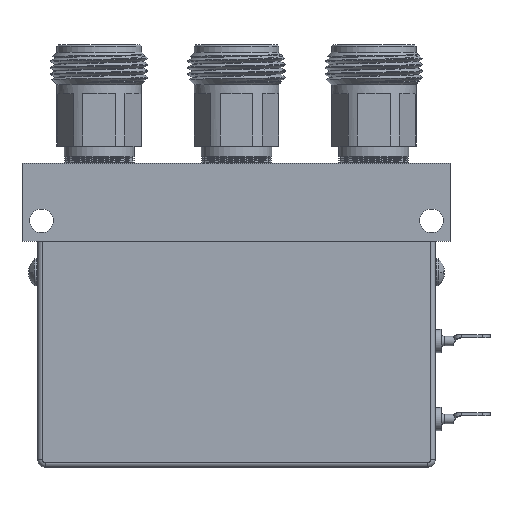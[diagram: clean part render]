
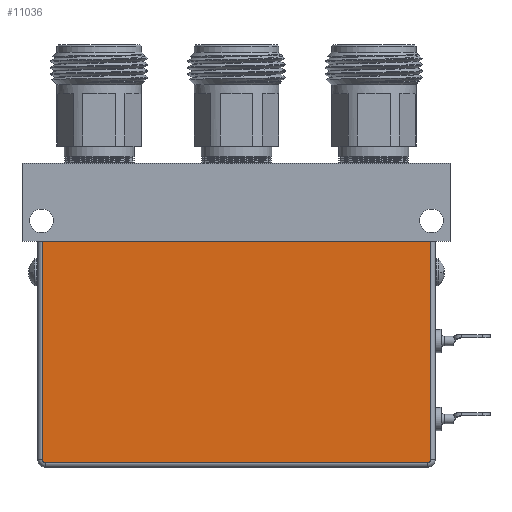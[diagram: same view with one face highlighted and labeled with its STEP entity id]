
A CAD part, front view. The second image highlights one B-rep face of the part: STEP entity #11036.
In plain terms, the highlighted planar face has unit normal (0, -1, 0).
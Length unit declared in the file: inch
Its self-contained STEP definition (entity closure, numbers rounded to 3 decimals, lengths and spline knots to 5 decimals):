
#1015 = AXIS2_PLACEMENT_3D ( 'NONE', #58842, #54665, #4092 ) ;
#2155 = VERTEX_POINT ( 'NONE', #16349 ) ;
#4092 = DIRECTION ( 'NONE',  ( 0., 0., -1. ) ) ;
#5082 = CARTESIAN_POINT ( 'NONE',  ( -1.245, -0.45, -0.925 ) ) ;
#7028 = LINE ( 'NONE', #31968, #54230 ) ;
#7916 = VECTOR ( 'NONE', #11197, 39.37008 ) ;
#8821 = EDGE_CURVE ( 'NONE', #2155, #33486, #7028, .T. ) ;
#10176 = CARTESIAN_POINT ( 'NONE',  ( 0., -0.45, 0. ) ) ;
#11036 = ADVANCED_FACE ( 'NONE', ( #51990 ), #17776, .T. ) ;
#11197 = DIRECTION ( 'NONE',  ( 1., 0., 0. ) ) ;
#12045 = ORIENTED_EDGE ( 'NONE', *, *, #25825, .T. ) ;
#12450 = DIRECTION ( 'NONE',  ( 1., 0., 0. ) ) ;
#13444 = ORIENTED_EDGE ( 'NONE', *, *, #8821, .T. ) ;
#14879 = ORIENTED_EDGE ( 'NONE', *, *, #23862, .T. ) ;
#15680 = EDGE_CURVE ( 'NONE', #56900, #2155, #47075, .T. ) ;
#16349 = CARTESIAN_POINT ( 'NONE',  ( 1.245, -0.45, -0.925 ) ) ;
#17776 = PLANE ( 'NONE',  #40491 ) ;
#20104 = CIRCLE ( 'NONE', #1015, 0.02 ) ;
#22131 = DIRECTION ( 'NONE',  ( 0., 0., 1. ) ) ;
#22792 = DIRECTION ( 'NONE',  ( 0., -1., 0. ) ) ;
#23862 = EDGE_CURVE ( 'NONE', #37897, #56900, #52235, .T. ) ;
#24084 = CARTESIAN_POINT ( 'NONE',  ( -1.225, -0.45, -0.945 ) ) ;
#25250 = ORIENTED_EDGE ( 'NONE', *, *, #43728, .F. ) ;
#25825 = EDGE_CURVE ( 'NONE', #56529, #37897, #20104, .T. ) ;
#26208 = VECTOR ( 'NONE', #12450, 39.37008 ) ;
#27420 = DIRECTION ( 'NONE',  ( 0., 0., -1. ) ) ;
#28715 = DIRECTION ( 'NONE',  ( 0., 0., -1. ) ) ;
#29298 = VERTEX_POINT ( 'NONE', #43287 ) ;
#31968 = CARTESIAN_POINT ( 'NONE',  ( 1.245, -0.45, 0.475 ) ) ;
#32808 = EDGE_LOOP ( 'NONE', ( #25250, #41331, #12045, #14879, #42930, #13444 ) ) ;
#33395 = LINE ( 'NONE', #57999, #26208 ) ;
#33486 = VERTEX_POINT ( 'NONE', #54828 ) ;
#36021 = CARTESIAN_POINT ( 'NONE',  ( 1.225, -0.45, -0.925 ) ) ;
#37897 = VERTEX_POINT ( 'NONE', #24084 ) ;
#38182 = VECTOR ( 'NONE', #28715, 39.37008 ) ;
#38347 = AXIS2_PLACEMENT_3D ( 'NONE', #36021, #22792, #27420 ) ;
#40491 = AXIS2_PLACEMENT_3D ( 'NONE', #10176, #59319, #54548 ) ;
#41331 = ORIENTED_EDGE ( 'NONE', *, *, #52810, .T. ) ;
#41693 = LINE ( 'NONE', #5082, #38182 ) ;
#42930 = ORIENTED_EDGE ( 'NONE', *, *, #15680, .T. ) ;
#43287 = CARTESIAN_POINT ( 'NONE',  ( -1.245, -0.45, 0.475 ) ) ;
#43728 = EDGE_CURVE ( 'NONE', #29298, #33486, #33395, .T. ) ;
#47075 = CIRCLE ( 'NONE', #38347, 0.02 ) ;
#51990 = FACE_OUTER_BOUND ( 'NONE', #32808, .T. ) ;
#52235 = LINE ( 'NONE', #52573, #7916 ) ;
#52573 = CARTESIAN_POINT ( 'NONE',  ( 1.225, -0.45, -0.945 ) ) ;
#52810 = EDGE_CURVE ( 'NONE', #29298, #56529, #41693, .T. ) ;
#53744 = CARTESIAN_POINT ( 'NONE',  ( 1.225, -0.45, -0.945 ) ) ;
#54230 = VECTOR ( 'NONE', #22131, 39.37008 ) ;
#54548 = DIRECTION ( 'NONE',  ( 0., 0., -1. ) ) ;
#54585 = CARTESIAN_POINT ( 'NONE',  ( -1.245, -0.45, -0.925 ) ) ;
#54665 = DIRECTION ( 'NONE',  ( 0., -1., 0. ) ) ;
#54828 = CARTESIAN_POINT ( 'NONE',  ( 1.245, -0.45, 0.475 ) ) ;
#56529 = VERTEX_POINT ( 'NONE', #54585 ) ;
#56900 = VERTEX_POINT ( 'NONE', #53744 ) ;
#57999 = CARTESIAN_POINT ( 'NONE',  ( 0., -0.45, 0.475 ) ) ;
#58842 = CARTESIAN_POINT ( 'NONE',  ( -1.225, -0.45, -0.925 ) ) ;
#59319 = DIRECTION ( 'NONE',  ( 0., -1., 0. ) ) ;
